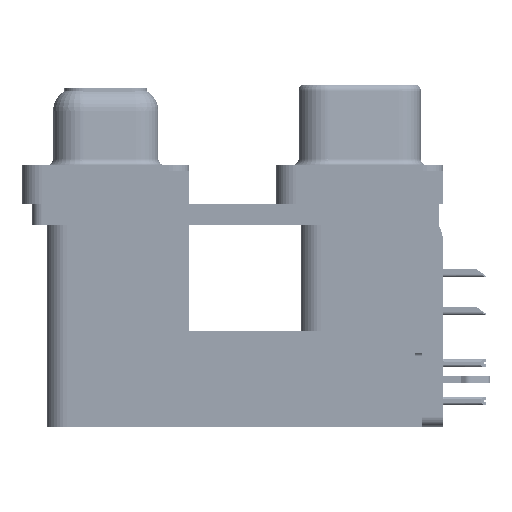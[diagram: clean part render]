
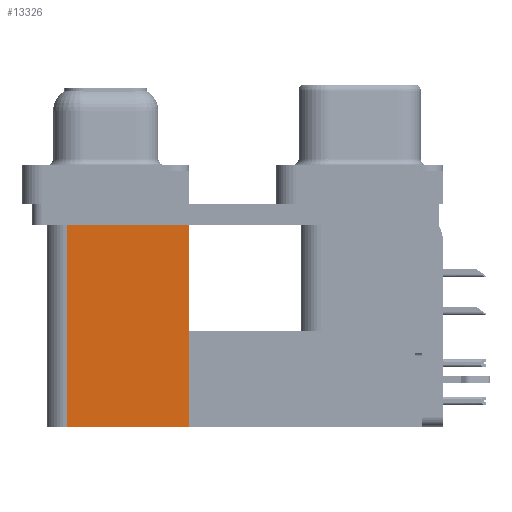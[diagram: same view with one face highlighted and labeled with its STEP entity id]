
A CAD part, left-side view. The second image highlights one B-rep face of the part: STEP entity #13326.
In plain terms, the highlighted planar face has unit normal (-1, 0, 0).
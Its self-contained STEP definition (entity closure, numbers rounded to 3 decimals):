
#1234 = CARTESIAN_POINT ( 'NONE',  ( 3.7, 12.775, -19.2 ) ) ;
#4762 = VECTOR ( 'NONE', #28296, 1000. ) ;
#5553 = VECTOR ( 'NONE', #26628, 1000. ) ;
#5707 = VERTEX_POINT ( 'NONE', #7497 ) ;
#6616 = CARTESIAN_POINT ( 'NONE',  ( 3.7, 12.775, -2.5 ) ) ;
#7497 = CARTESIAN_POINT ( 'NONE',  ( 3.7, 21.975, -2.5 ) ) ;
#8166 = EDGE_CURVE ( 'NONE', #48424, #5707, #14944, .T. ) ;
#8241 = ORIENTED_EDGE ( 'NONE', *, *, #40695, .T. ) ;
#9756 = CARTESIAN_POINT ( 'NONE',  ( 3.7, 12.775, -19.2 ) ) ;
#10759 = CARTESIAN_POINT ( 'NONE',  ( 3.7, 12.775, -2.5 ) ) ;
#12074 = VECTOR ( 'NONE', #55110, 1000. ) ;
#13326 = ADVANCED_FACE ( 'NONE', ( #40882 ), #24226, .F. ) ;
#13428 = LINE ( 'NONE', #26917, #5553 ) ;
#13692 = CARTESIAN_POINT ( 'NONE',  ( 3.7, 21.975, -19.2 ) ) ;
#14944 = LINE ( 'NONE', #33310, #12074 ) ;
#17815 = AXIS2_PLACEMENT_3D ( 'NONE', #1234, #32265, #54066 ) ;
#19841 = ORIENTED_EDGE ( 'NONE', *, *, #48455, .F. ) ;
#21817 = VERTEX_POINT ( 'NONE', #9756 ) ;
#23908 = EDGE_CURVE ( 'NONE', #55185, #5707, #50105, .T. ) ;
#24226 = PLANE ( 'NONE',  #17815 ) ;
#26628 = DIRECTION ( 'NONE',  ( 0., 1., 0. ) ) ;
#26917 = CARTESIAN_POINT ( 'NONE',  ( 3.7, 12.775, -19.2 ) ) ;
#28296 = DIRECTION ( 'NONE',  ( 0., 1., 0. ) ) ;
#28424 = DIRECTION ( 'NONE',  ( 0., 0., 1. ) ) ;
#32165 = LINE ( 'NONE', #37327, #43136 ) ;
#32265 = DIRECTION ( 'NONE',  ( 1., 0., 0. ) ) ;
#33310 = CARTESIAN_POINT ( 'NONE',  ( 3.7, 21.975, -19.2 ) ) ;
#37327 = CARTESIAN_POINT ( 'NONE',  ( 3.7, 12.775, -19.2 ) ) ;
#40695 = EDGE_CURVE ( 'NONE', #21817, #55185, #32165, .T. ) ;
#40882 = FACE_OUTER_BOUND ( 'NONE', #46621, .T. ) ;
#43136 = VECTOR ( 'NONE', #28424, 1000. ) ;
#46621 = EDGE_LOOP ( 'NONE', ( #48806, #53738, #19841, #8241 ) ) ;
#48424 = VERTEX_POINT ( 'NONE', #13692 ) ;
#48455 = EDGE_CURVE ( 'NONE', #21817, #48424, #13428, .T. ) ;
#48806 = ORIENTED_EDGE ( 'NONE', *, *, #23908, .T. ) ;
#50105 = LINE ( 'NONE', #10759, #4762 ) ;
#53738 = ORIENTED_EDGE ( 'NONE', *, *, #8166, .F. ) ;
#54066 = DIRECTION ( 'NONE',  ( 0., 0., -1. ) ) ;
#55110 = DIRECTION ( 'NONE',  ( 0., 0., 1. ) ) ;
#55185 = VERTEX_POINT ( 'NONE', #6616 ) ;
